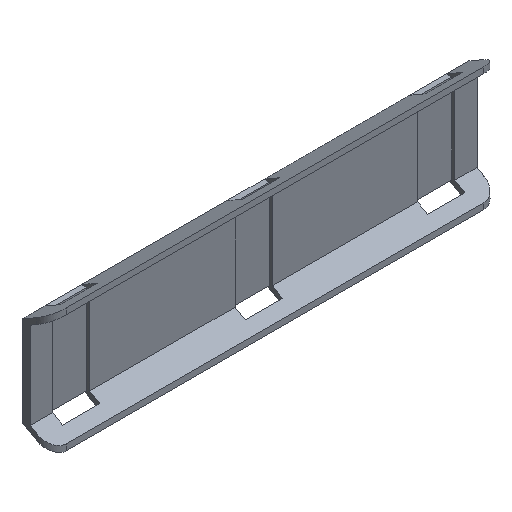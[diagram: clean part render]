
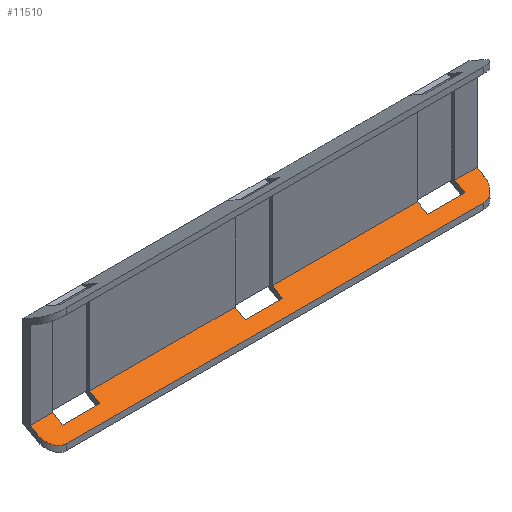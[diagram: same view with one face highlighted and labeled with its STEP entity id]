
A CAD part, isometric view. The second image highlights one B-rep face of the part: STEP entity #11510.
In plain terms, the highlighted face is planar.
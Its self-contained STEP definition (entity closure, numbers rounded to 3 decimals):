
#6650=CARTESIAN_POINT('',(-38.127,0.,
7.3));
#6660=DIRECTION('',(-0.5,0.866,
0.));
#6670=VECTOR('',#6660,1.);
#6680=LINE('',#6650,#6670);
#6690=CARTESIAN_POINT('',(-36.017,-3.654,
7.3));
#6700=VERTEX_POINT('',#6690);
#6710=CARTESIAN_POINT('',(-36.805,-2.289,
7.3));
#6720=VERTEX_POINT('',#6710);
#6730=EDGE_CURVE('',#6700,#6720,#6680,.T.);
#7640=CARTESIAN_POINT('',(-36.805,-2.289,
-0.7));
#7650=VERTEX_POINT('',#7640);
#7680=CARTESIAN_POINT('',(-38.127,0.,-0.7));
#7690=DIRECTION('',(0.5,-0.866,
0.));
#7700=VECTOR('',#7690,1.);
#7710=LINE('',#7680,#7700);
#7720=CARTESIAN_POINT('',(-36.286,-3.189,
-0.7));
#7730=VERTEX_POINT('',#7720);
#7740=EDGE_CURVE('',#7650,#7730,#7710,.T.);
#8180=CARTESIAN_POINT('',(-36.805,-2.289,
2.3));
#8190=VERTEX_POINT('',#8180);
#8220=CARTESIAN_POINT('',(-36.805,-2.289,
-196.632));
#8230=DIRECTION('',(0.,0.,1.));
#8240=VECTOR('',#8230,1.);
#8250=LINE('',#8220,#8240);
#8260=EDGE_CURVE('',#7650,#8190,#8250,.T.);
#8670=CARTESIAN_POINT('',(-36.017,-3.654,
2.3));
#8680=VERTEX_POINT('',#8670);
#8710=CARTESIAN_POINT('',(-38.127,0.,
2.3));
#8720=DIRECTION('',(-0.5,0.866,
0.));
#8730=VECTOR('',#8720,1.);
#8740=LINE('',#8710,#8730);
#8750=EDGE_CURVE('',#8680,#8190,#8740,.T.);
#10300=CARTESIAN_POINT('',(-36.907,-2.114,
30.309));
#10310=DIRECTION('',(0.866,0.5,
0.));
#10320=DIRECTION('',(-0.5,0.866,
0.));
#10330=AXIS2_PLACEMENT_3D('',#10300,#10310,#10320);
#10340=PLANE('',#10330);
#10350=CARTESIAN_POINT('',(-36.286,-3.189,
1.3));
#10360=DIRECTION('',(0.866,0.5,
0.));
#10370=DIRECTION('',(-0.5,0.866,
0.));
#10380=AXIS2_PLACEMENT_3D('',#10350,#10360,#10370);
#10390=ELLIPSE('',#10380,2.309,2.);
#10400=CARTESIAN_POINT('',(-35.131,-5.189,
1.3));
#10410=VERTEX_POINT('',#10400);
#10420=EDGE_CURVE('',#10410,#7730,#10390,.T.);
#10430=ORIENTED_EDGE('',*,*,#10420,.F.);
#10440=ORIENTED_EDGE('',*,*,#7740,.T.);
#10450=ORIENTED_EDGE('',*,*,#8260,.F.);
#10460=ORIENTED_EDGE('',*,*,#8750,.T.);
#10470=CARTESIAN_POINT('',(-36.017,-3.654,
-227.632));
#10480=DIRECTION('',(0.,0.,1.));
#10490=VECTOR('',#10480,1.);
#10500=LINE('',#10470,#10490);
#10510=EDGE_CURVE('',#8680,#6700,#10500,.T.);
#10520=ORIENTED_EDGE('',*,*,#10510,.F.);
#10530=ORIENTED_EDGE('',*,*,#6730,.F.);
#10540=CARTESIAN_POINT('',(-36.805,-2.289,0.));
#10550=DIRECTION('',(0.,0.,1.));
#10560=VECTOR('',#10550,1.);
#10570=LINE('',#10540,#10560);
#10580=CARTESIAN_POINT('',(-36.805,-2.289,26.8));
#10590=VERTEX_POINT('',#10580);
#10600=EDGE_CURVE('',#6720,#10590,#10570,.T.);
#10610=ORIENTED_EDGE('',*,*,#10600,.F.);
#10620=CARTESIAN_POINT('',(-38.127,0.,26.8)
);
#10630=DIRECTION('',(-0.5,0.866,
0.));
#10640=VECTOR('',#10630,1.);
#10650=LINE('',#10620,#10640);
#10660=CARTESIAN_POINT('',(-36.017,-3.654,26.8));
#10670=VERTEX_POINT('',#10660);
#10680=EDGE_CURVE('',#10670,#10590,#10650,.T.);
#10690=ORIENTED_EDGE('',*,*,#10680,.T.);
#10700=CARTESIAN_POINT('',(-36.017,-3.654,
-212.132));
#10710=DIRECTION('',(0.,0.,-1.));
#10720=VECTOR('',#10710,1.);
#10730=LINE('',#10700,#10720);
#10740=CARTESIAN_POINT('',(-36.017,-3.654,
31.8));
#10750=VERTEX_POINT('',#10740);
#10760=EDGE_CURVE('',#10750,#10670,#10730,.T.);
#10770=ORIENTED_EDGE('',*,*,#10760,.T.);
#10780=CARTESIAN_POINT('',(-38.127,0.,
31.8));
#10790=DIRECTION('',(-0.5,0.866,
0.));
#10800=VECTOR('',#10790,1.);
#10810=LINE('',#10780,#10800);
#10820=CARTESIAN_POINT('',(-36.805,-2.289,
31.8));
#10830=VERTEX_POINT('',#10820);
#10840=EDGE_CURVE('',#10750,#10830,#10810,.T.);
#10850=ORIENTED_EDGE('',*,*,#10840,.F.);
#10860=CARTESIAN_POINT('',(-36.805,-2.289,
-196.632));
#10870=DIRECTION('',(0.,0.,-1.));
#10880=VECTOR('',#10870,1.);
#10890=LINE('',#10860,#10880);
#10900=CARTESIAN_POINT('',(-36.805,-2.289,
51.3));
#10910=VERTEX_POINT('',#10900);
#10920=EDGE_CURVE('',#10910,#10830,#10890,.T.);
#10930=ORIENTED_EDGE('',*,*,#10920,.T.);
#10940=CARTESIAN_POINT('',(-38.127,0.,
51.3));
#10950=DIRECTION('',(-0.5,0.866,
0.));
#10960=VECTOR('',#10950,1.);
#10970=LINE('',#10940,#10960);
#10980=CARTESIAN_POINT('',(-36.017,-3.654,
51.3));
#10990=VERTEX_POINT('',#10980);
#11000=EDGE_CURVE('',#10990,#10910,#10970,.T.);
#11010=ORIENTED_EDGE('',*,*,#11000,.T.);
#11020=CARTESIAN_POINT('',(-36.017,-3.654,
-196.632));
#11030=DIRECTION('',(0.,0.,-1.));
#11040=VECTOR('',#11030,1.);
#11050=LINE('',#11020,#11040);
#11060=CARTESIAN_POINT('',(-36.017,-3.654,
56.3));
#11070=VERTEX_POINT('',#11060);
#11080=EDGE_CURVE('',#11070,#10990,#11050,.T.);
#11090=ORIENTED_EDGE('',*,*,#11080,.T.);
#11100=CARTESIAN_POINT('',(-38.127,0.,56.3)
);
#11110=DIRECTION('',(-0.5,0.866,
0.));
#11120=VECTOR('',#11110,1.);
#11130=LINE('',#11100,#11120);
#11140=CARTESIAN_POINT('',(-36.805,-2.289,
56.3));
#11150=VERTEX_POINT('',#11140);
#11160=EDGE_CURVE('',#11070,#11150,#11130,.T.);
#11170=ORIENTED_EDGE('',*,*,#11160,.F.);
#11180=CARTESIAN_POINT('',(-36.805,-2.289,
-196.632));
#11190=DIRECTION('',(0.,0.,-1.));
#11200=VECTOR('',#11190,1.);
#11210=LINE('',#11180,#11200);
#11220=CARTESIAN_POINT('',(-36.805,-2.289,
59.3));
#11230=VERTEX_POINT('',#11220);
#11240=EDGE_CURVE('',#11230,#11150,#11210,.T.);
#11250=ORIENTED_EDGE('',*,*,#11240,.T.);
#11260=CARTESIAN_POINT('',(-38.127,0.,59.3)
);
#11270=DIRECTION('',(-0.5,0.866,
0.));
#11280=VECTOR('',#11270,1.);
#11290=LINE('',#11260,#11280);
#11300=CARTESIAN_POINT('',(-36.286,-3.189,
59.3));
#11310=VERTEX_POINT('',#11300);
#11320=EDGE_CURVE('',#11310,#11230,#11290,.T.);
#11330=ORIENTED_EDGE('',*,*,#11320,.T.);
#11340=CARTESIAN_POINT('',(-36.286,-3.189,
57.3));
#11350=DIRECTION('',(0.866,0.5,
0.));
#11360=DIRECTION('',(-0.5,0.866,
0.));
#11370=AXIS2_PLACEMENT_3D('',#11340,#11350,#11360);
#11380=ELLIPSE('',#11370,2.309,2.);
#11390=CARTESIAN_POINT('',(-35.131,-5.189,
57.3));
#11400=VERTEX_POINT('',#11390);
#11410=EDGE_CURVE('',#11310,#11400,#11380,.T.);
#11420=ORIENTED_EDGE('',*,*,#11410,.F.);
#11430=CARTESIAN_POINT('',(-35.131,-5.189,0.));
#11440=DIRECTION('',(0.,0.,1.));
#11450=VECTOR('',#11440,1.);
#11460=LINE('',#11430,#11450);
#11470=EDGE_CURVE('',#10410,#11400,#11460,.T.);
#11480=ORIENTED_EDGE('',*,*,#11470,.T.);
#11490=EDGE_LOOP('',(#11480,#11420,#11330,#11250,#11170,#11090,#11010,
#10930,#10850,#10770,#10690,#10610,#10530,#10520,#10460,#10450,#10440,
#10430));
#11500=FACE_OUTER_BOUND('',#11490,.T.);
#11510=ADVANCED_FACE('',(#11500),#10340,.F.);
